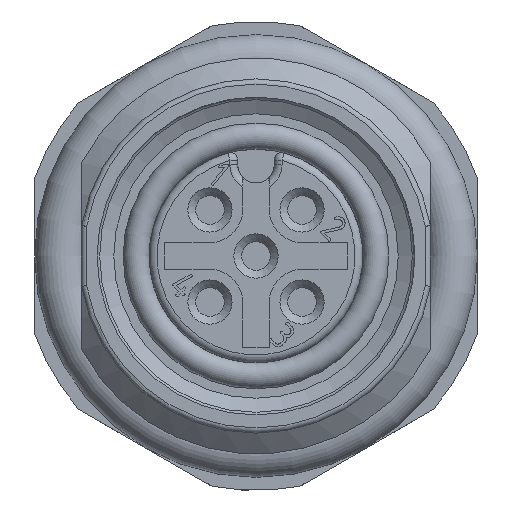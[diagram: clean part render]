
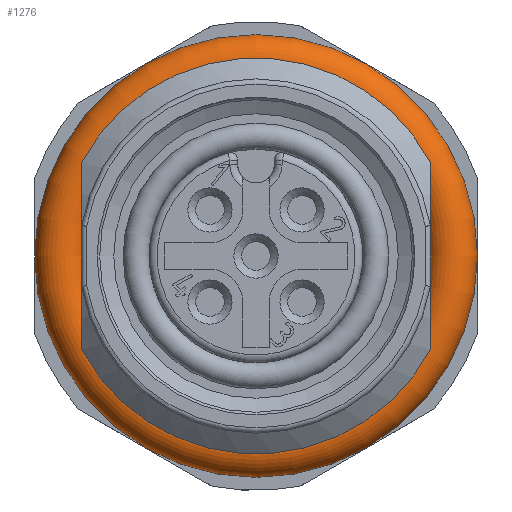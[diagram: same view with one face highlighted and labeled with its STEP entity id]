
A CAD part, left-side view. The second image highlights one B-rep face of the part: STEP entity #1276.
In plain terms, the highlighted toroidal (fillet/blend) face has major radius 7.5 mm and minor radius 1 mm.
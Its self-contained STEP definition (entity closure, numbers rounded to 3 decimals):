
#102=VERTEX_LOOP('',#4583);
#275=TOROIDAL_SURFACE('',#6885,7.5,1.);
#917=FACE_BOUND('',#102,.T.);
#1276=ADVANCED_FACE('',(#917),#275,.T.);
#4583=VERTEX_POINT('',#11469);
#6885=AXIS2_PLACEMENT_3D('',#11470,#8311,#8312);
#8311=DIRECTION('',(-1.,0.,0.));
#8312=DIRECTION('',(0.,0.,1.));
#11469=CARTESIAN_POINT('',(14.7,0.,8.5));
#11470=CARTESIAN_POINT('',(14.7,0.,0.));
